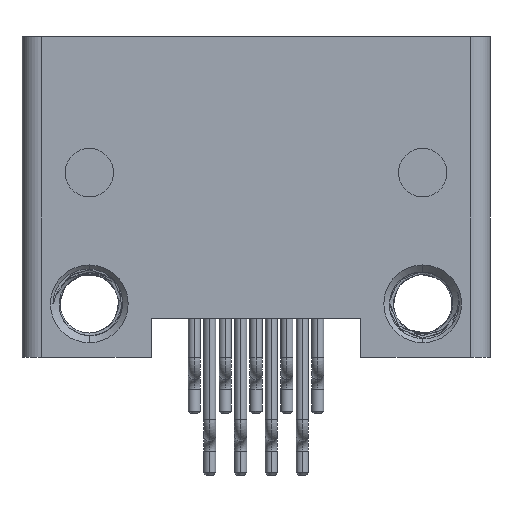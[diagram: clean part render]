
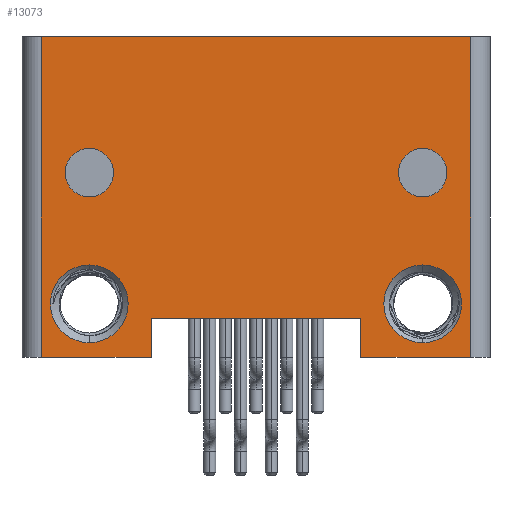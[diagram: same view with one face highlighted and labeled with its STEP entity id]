
A CAD part, front view. The second image highlights one B-rep face of the part: STEP entity #13073.
In plain terms, the highlighted planar face has unit normal (0, -1, 0).
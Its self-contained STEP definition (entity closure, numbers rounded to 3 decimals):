
#224=DIRECTION('',(0.,0.,1.));
#225=VECTOR('',#224,0.8);
#226=CARTESIAN_POINT('',(2.155,-1.93,-6.6));
#227=LINE('',#226,#225);
#236=DIRECTION('',(-1.,0.,0.));
#237=VECTOR('',#236,8.83);
#238=CARTESIAN_POINT('',(4.415,-1.93,0.));
#239=LINE('',#238,#237);
#240=DIRECTION('',(1.,0.,0.));
#241=VECTOR('',#240,4.31);
#242=CARTESIAN_POINT('',(-2.155,-1.93,-5.8));
#243=LINE('',#242,#241);
#244=DIRECTION('',(0.,0.,1.));
#245=VECTOR('',#244,0.8);
#246=CARTESIAN_POINT('',(-2.155,-1.93,-6.6));
#247=LINE('',#246,#245);
#248=CARTESIAN_POINT('',(3.43,-1.93,-2.8));
#249=DIRECTION('',(0.,1.,0.));
#250=DIRECTION('',(0.,0.,-1.));
#251=AXIS2_PLACEMENT_3D('',#248,#249,#250);
#253=CARTESIAN_POINT('',(3.43,-1.93,-2.8));
#254=DIRECTION('',(0.,1.,0.));
#255=DIRECTION('',(0.,0.,1.));
#256=AXIS2_PLACEMENT_3D('',#253,#254,#255);
#258=CARTESIAN_POINT('',(-3.43,-1.93,-2.8));
#259=DIRECTION('',(0.,1.,0.));
#260=DIRECTION('',(0.,0.,-1.));
#261=AXIS2_PLACEMENT_3D('',#258,#259,#260);
#263=CARTESIAN_POINT('',(-3.43,-1.93,-2.8));
#264=DIRECTION('',(0.,1.,0.));
#265=DIRECTION('',(0.,0.,1.));
#266=AXIS2_PLACEMENT_3D('',#263,#264,#265);
#268=CARTESIAN_POINT('',(3.43,-1.93,-5.5));
#269=DIRECTION('',(0.,1.,0.));
#270=DIRECTION('',(0.,0.,-1.));
#271=AXIS2_PLACEMENT_3D('',#268,#269,#270);
#273=CARTESIAN_POINT('',(3.43,-1.93,-5.5));
#274=DIRECTION('',(0.,1.,0.));
#275=DIRECTION('',(0.,0.,1.));
#276=AXIS2_PLACEMENT_3D('',#273,#274,#275);
#278=CARTESIAN_POINT('',(-3.43,-1.93,-5.5));
#279=DIRECTION('',(0.,1.,0.));
#280=DIRECTION('',(0.,0.,-1.));
#281=AXIS2_PLACEMENT_3D('',#278,#279,#280);
#283=CARTESIAN_POINT('',(-3.43,-1.93,-5.5));
#284=DIRECTION('',(0.,1.,0.));
#285=DIRECTION('',(0.,0.,1.));
#286=AXIS2_PLACEMENT_3D('',#283,#284,#285);
#503=DIRECTION('',(-1.,0.,0.));
#504=VECTOR('',#503,2.26);
#505=CARTESIAN_POINT('',(4.415,-1.93,-6.6));
#506=LINE('',#505,#504);
#540=DIRECTION('',(0.,0.,-1.));
#541=VECTOR('',#540,6.6);
#542=CARTESIAN_POINT('',(4.415,-1.93,0.));
#543=LINE('',#542,#541);
#5058=DIRECTION('',(0.,0.,1.));
#5059=VECTOR('',#5058,6.6);
#5060=CARTESIAN_POINT('',(-4.415,-1.93,-6.6));
#5061=LINE('',#5060,#5059);
#5066=DIRECTION('',(-1.,0.,0.));
#5067=VECTOR('',#5066,2.26);
#5068=CARTESIAN_POINT('',(-2.155,-1.93,-6.6));
#5069=LINE('',#5068,#5067);
#11581=CARTESIAN_POINT('',(3.43,-1.93,-3.3));
#11582=CARTESIAN_POINT('',(3.43,-1.93,-2.3));
#11583=VERTEX_POINT('',#11581);
#11584=VERTEX_POINT('',#11582);
#12011=CARTESIAN_POINT('',(3.43,-1.93,-4.7));
#12012=CARTESIAN_POINT('',(3.43,-1.93,-6.3));
#12013=VERTEX_POINT('',#12011);
#12014=VERTEX_POINT('',#12012);
#12108=CARTESIAN_POINT('',(2.155,-1.93,-6.6));
#12109=VERTEX_POINT('',#12108);
#12122=CARTESIAN_POINT('',(-2.155,-1.93,-6.6));
#12123=CARTESIAN_POINT('',(-2.155,-1.93,-5.8));
#12124=VERTEX_POINT('',#12122);
#12125=VERTEX_POINT('',#12123);
#12210=CARTESIAN_POINT('',(-3.43,-1.93,-3.3));
#12211=VERTEX_POINT('',#12210);
#12385=CARTESIAN_POINT('',(-4.415,-1.93,0.));
#12387=VERTEX_POINT('',#12385);
#12474=CARTESIAN_POINT('',(2.155,-1.93,-5.8));
#12475=VERTEX_POINT('',#12474);
#12491=CARTESIAN_POINT('',(-3.43,-1.93,-4.7));
#12492=CARTESIAN_POINT('',(-3.43,-1.93,-6.3));
#12493=VERTEX_POINT('',#12491);
#12494=VERTEX_POINT('',#12492);
#12564=CARTESIAN_POINT('',(4.415,-1.93,0.));
#12565=CARTESIAN_POINT('',(4.415,-1.93,-6.6));
#12566=VERTEX_POINT('',#12564);
#12567=VERTEX_POINT('',#12565);
#12658=CARTESIAN_POINT('',(-3.43,-1.93,-2.3));
#12659=VERTEX_POINT('',#12658);
#12733=CARTESIAN_POINT('',(-4.415,-1.93,-6.6));
#12734=VERTEX_POINT('',#12733);
#13029=CARTESIAN_POINT('',(-4.815,-1.93,0.));
#13030=DIRECTION('',(0.,1.,0.));
#13031=DIRECTION('',(0.,0.,1.));
#13032=AXIS2_PLACEMENT_3D('',#13029,#13030,#13031);
#13033=PLANE('',#13032);
#13035=ORIENTED_EDGE('',*,*,#13034,.F.);
#13037=ORIENTED_EDGE('',*,*,#13036,.T.);
#13039=ORIENTED_EDGE('',*,*,#13038,.T.);
#13040=ORIENTED_EDGE('',*,*,#13010,.T.);
#13041=ORIENTED_EDGE('',*,*,#12915,.F.);
#13042=ORIENTED_EDGE('',*,*,#12955,.F.);
#13044=ORIENTED_EDGE('',*,*,#13043,.T.);
#13046=ORIENTED_EDGE('',*,*,#13045,.T.);
#13047=EDGE_LOOP('',(#13035,#13037,#13039,#13040,#13041,#13042,#13044,#13046));
#13048=FACE_OUTER_BOUND('',#13047,.F.);
#13050=ORIENTED_EDGE('',*,*,#13049,.F.);
#13052=ORIENTED_EDGE('',*,*,#13051,.F.);
#13053=EDGE_LOOP('',(#13050,#13052));
#13054=FACE_BOUND('',#13053,.F.);
#13056=ORIENTED_EDGE('',*,*,#13055,.F.);
#13058=ORIENTED_EDGE('',*,*,#13057,.F.);
#13059=EDGE_LOOP('',(#13056,#13058));
#13060=FACE_BOUND('',#13059,.F.);
#13062=ORIENTED_EDGE('',*,*,#13061,.F.);
#13064=ORIENTED_EDGE('',*,*,#13063,.F.);
#13065=EDGE_LOOP('',(#13062,#13064));
#13066=FACE_BOUND('',#13065,.F.);
#13068=ORIENTED_EDGE('',*,*,#13067,.F.);
#13070=ORIENTED_EDGE('',*,*,#13069,.F.);
#13071=EDGE_LOOP('',(#13068,#13070));
#13072=FACE_BOUND('',#13071,.F.);
#252=CIRCLE('',#251,0.5);
#257=CIRCLE('',#256,0.5);
#262=CIRCLE('',#261,0.5);
#267=CIRCLE('',#266,0.5);
#272=CIRCLE('',#271,0.8);
#277=CIRCLE('',#276,0.8);
#282=CIRCLE('',#281,0.8);
#287=CIRCLE('',#286,0.8);
#12915=EDGE_CURVE('',#12125,#12475,#243,.T.);
#12955=EDGE_CURVE('',#12124,#12125,#247,.T.);
#13010=EDGE_CURVE('',#12109,#12475,#227,.T.);
#13034=EDGE_CURVE('',#12566,#12387,#239,.T.);
#13036=EDGE_CURVE('',#12566,#12567,#543,.T.);
#13038=EDGE_CURVE('',#12567,#12109,#506,.T.);
#13043=EDGE_CURVE('',#12124,#12734,#5069,.T.);
#13045=EDGE_CURVE('',#12734,#12387,#5061,.T.);
#13049=EDGE_CURVE('',#11583,#11584,#252,.T.);
#13051=EDGE_CURVE('',#11584,#11583,#257,.T.);
#13055=EDGE_CURVE('',#12211,#12659,#262,.T.);
#13057=EDGE_CURVE('',#12659,#12211,#267,.T.);
#13061=EDGE_CURVE('',#12014,#12013,#272,.T.);
#13063=EDGE_CURVE('',#12013,#12014,#277,.T.);
#13067=EDGE_CURVE('',#12494,#12493,#282,.T.);
#13069=EDGE_CURVE('',#12493,#12494,#287,.T.);
#13073=ADVANCED_FACE('',(#13048,#13054,#13060,#13066,#13072),#13033,.F.);
